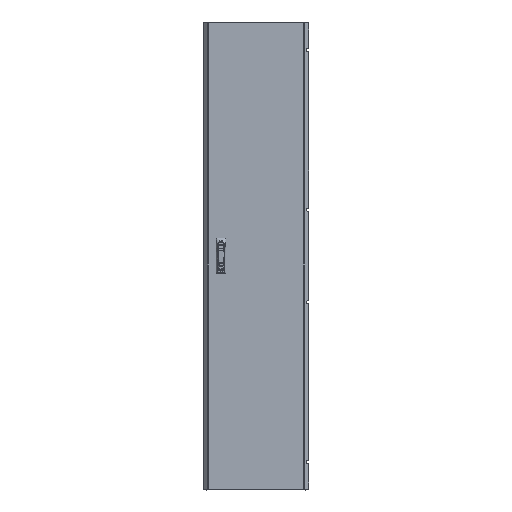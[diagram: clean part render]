
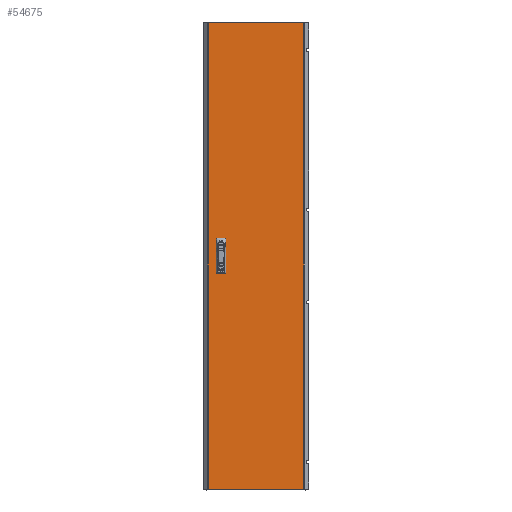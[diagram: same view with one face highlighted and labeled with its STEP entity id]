
A CAD part, top view. The second image highlights one B-rep face of the part: STEP entity #54675.
In plain terms, the highlighted planar face has unit normal (0, 0, 1).
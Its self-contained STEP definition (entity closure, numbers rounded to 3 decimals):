
#1921 = VECTOR ( 'NONE', #66471, 1000. ) ;
#2166 = AXIS2_PLACEMENT_3D ( 'NONE', #93737, #23278, #118919 ) ;
#3702 = CARTESIAN_POINT ( 'NONE',  ( -142.5, 12.5, 0. ) ) ;
#4994 = CARTESIAN_POINT ( 'NONE',  ( -142.5, -12.5, 0. ) ) ;
#9405 = CARTESIAN_POINT ( 'NONE',  ( -117.5, 12.5, 0. ) ) ;
#9936 = FACE_OUTER_BOUND ( 'NONE', #125265, .T. ) ;
#11042 = EDGE_CURVE ( 'NONE', #71368, #42354, #78382, .T. ) ;
#12826 = CARTESIAN_POINT ( 'NONE',  ( -117.5, -62.5, 0. ) ) ;
#13195 = EDGE_LOOP ( 'NONE', ( #68905, #47504, #135438, #131878 ) ) ;
#14197 = DIRECTION ( 'NONE',  ( 0., 1., 0. ) ) ;
#14278 = CARTESIAN_POINT ( 'NONE',  ( -142.5, 62.5, 0. ) ) ;
#14478 = LINE ( 'NONE', #91170, #95980 ) ;
#15963 = VERTEX_POINT ( 'NONE', #65499 ) ;
#22523 = VECTOR ( 'NONE', #111626, 1000. ) ;
#22897 = ORIENTED_EDGE ( 'NONE', *, *, #49058, .T. ) ;
#23004 = CARTESIAN_POINT ( 'NONE',  ( 177.875, -869.5, 0. ) ) ;
#23278 = DIRECTION ( 'NONE',  ( 0., 0., -1. ) ) ;
#27413 = LINE ( 'NONE', #47134, #75572 ) ;
#28263 = DIRECTION ( 'NONE',  ( 0., -1., 0. ) ) ;
#28625 = VERTEX_POINT ( 'NONE', #65414 ) ;
#29017 = EDGE_CURVE ( 'NONE', #28625, #52829, #56061, .T. ) ;
#30940 = CARTESIAN_POINT ( 'NONE',  ( -142.5, -12.5, 0. ) ) ;
#31061 = FACE_BOUND ( 'NONE', #56165, .T. ) ;
#32086 = CARTESIAN_POINT ( 'NONE',  ( -117.5, -62.5, 0. ) ) ;
#32823 = ORIENTED_EDGE ( 'NONE', *, *, #84487, .F. ) ;
#33350 = CARTESIAN_POINT ( 'NONE',  ( -177.875, -869.5, 0. ) ) ;
#33377 = CARTESIAN_POINT ( 'NONE',  ( -177.875, -869.5, 0. ) ) ;
#36292 = DIRECTION ( 'NONE',  ( -1., 0., 0. ) ) ;
#37268 = DIRECTION ( 'NONE',  ( 1., 0., 0. ) ) ;
#40446 = VECTOR ( 'NONE', #14197, 1000. ) ;
#40965 = CARTESIAN_POINT ( 'NONE',  ( -142.5, 12.5, 0. ) ) ;
#41739 = VERTEX_POINT ( 'NONE', #3702 ) ;
#42354 = VERTEX_POINT ( 'NONE', #33350 ) ;
#44514 = EDGE_CURVE ( 'NONE', #103156, #53903, #71167, .T. ) ;
#44528 = LINE ( 'NONE', #12826, #40446 ) ;
#47134 = CARTESIAN_POINT ( 'NONE',  ( -142.5, -62.5, 0. ) ) ;
#47504 = ORIENTED_EDGE ( 'NONE', *, *, #72028, .F. ) ;
#49058 = EDGE_CURVE ( 'NONE', #52829, #71368, #14478, .T. ) ;
#52736 = CARTESIAN_POINT ( 'NONE',  ( 177.875, 869.5, 0. ) ) ;
#52760 = CARTESIAN_POINT ( 'NONE',  ( -177.875, -869.5, 0. ) ) ;
#52829 = VERTEX_POINT ( 'NONE', #52736 ) ;
#52876 = PLANE ( 'NONE',  #2166 ) ;
#53903 = VERTEX_POINT ( 'NONE', #30940 ) ;
#54142 = VERTEX_POINT ( 'NONE', #32086 ) ;
#54675 = ADVANCED_FACE ( 'NONE', ( #31061, #63454, #9936 ), #52876, .F. ) ;
#55185 = VECTOR ( 'NONE', #74579, 1000. ) ;
#56061 = LINE ( 'NONE', #23004, #68668 ) ;
#56074 = LINE ( 'NONE', #68026, #95107 ) ;
#56165 = EDGE_LOOP ( 'NONE', ( #103216, #77263, #126038, #32823 ) ) ;
#60788 = CARTESIAN_POINT ( 'NONE',  ( -177.875, 869.5, 0. ) ) ;
#63454 = FACE_BOUND ( 'NONE', #13195, .T. ) ;
#65414 = CARTESIAN_POINT ( 'NONE',  ( 177.875, -869.5, 0. ) ) ;
#65499 = CARTESIAN_POINT ( 'NONE',  ( -142.5, -62.5, 0. ) ) ;
#65838 = VECTOR ( 'NONE', #28263, 1000. ) ;
#66471 = DIRECTION ( 'NONE',  ( 0., -1., 0. ) ) ;
#66660 = DIRECTION ( 'NONE',  ( 0., 1., 0. ) ) ;
#67800 = EDGE_CURVE ( 'NONE', #42354, #28625, #116736, .T. ) ;
#68026 = CARTESIAN_POINT ( 'NONE',  ( -117.5, 12.5, 0. ) ) ;
#68668 = VECTOR ( 'NONE', #118648, 1000. ) ;
#68820 = ORIENTED_EDGE ( 'NONE', *, *, #11042, .T. ) ;
#68888 = CARTESIAN_POINT ( 'NONE',  ( -117.5, -12.5, 0. ) ) ;
#68905 = ORIENTED_EDGE ( 'NONE', *, *, #44514, .F. ) ;
#71167 = LINE ( 'NONE', #4994, #124340 ) ;
#71226 = CARTESIAN_POINT ( 'NONE',  ( -142.5, -62.5, 0. ) ) ;
#71368 = VERTEX_POINT ( 'NONE', #60788 ) ;
#72028 = EDGE_CURVE ( 'NONE', #54142, #103156, #44528, .T. ) ;
#72961 = ORIENTED_EDGE ( 'NONE', *, *, #67800, .T. ) ;
#74579 = DIRECTION ( 'NONE',  ( 1., 0., 0. ) ) ;
#75572 = VECTOR ( 'NONE', #37268, 1000. ) ;
#77225 = EDGE_CURVE ( 'NONE', #90330, #87193, #124853, .T. ) ;
#77263 = ORIENTED_EDGE ( 'NONE', *, *, #88572, .F. ) ;
#78382 = LINE ( 'NONE', #33377, #1921 ) ;
#79295 = ORIENTED_EDGE ( 'NONE', *, *, #29017, .T. ) ;
#83245 = EDGE_CURVE ( 'NONE', #15963, #54142, #27413, .T. ) ;
#84487 = EDGE_CURVE ( 'NONE', #87193, #41739, #97199, .T. ) ;
#87193 = VERTEX_POINT ( 'NONE', #14278 ) ;
#88572 = EDGE_CURVE ( 'NONE', #93678, #90330, #56074, .T. ) ;
#89187 = CARTESIAN_POINT ( 'NONE',  ( -142.5, 12.5, 0. ) ) ;
#89357 = CARTESIAN_POINT ( 'NONE',  ( -117.5, 62.5, 0. ) ) ;
#90330 = VERTEX_POINT ( 'NONE', #89357 ) ;
#91170 = CARTESIAN_POINT ( 'NONE',  ( -177.875, 869.5, 0. ) ) ;
#93678 = VERTEX_POINT ( 'NONE', #9405 ) ;
#93737 = CARTESIAN_POINT ( 'NONE',  ( 0., 0., 0. ) ) ;
#94432 = DIRECTION ( 'NONE',  ( 0., -1., 0. ) ) ;
#95107 = VECTOR ( 'NONE', #66660, 1000. ) ;
#95980 = VECTOR ( 'NONE', #36292, 1000. ) ;
#97199 = LINE ( 'NONE', #40965, #118073 ) ;
#100683 = EDGE_CURVE ( 'NONE', #41739, #93678, #131333, .T. ) ;
#103156 = VERTEX_POINT ( 'NONE', #68888 ) ;
#103216 = ORIENTED_EDGE ( 'NONE', *, *, #77225, .F. ) ;
#111626 = DIRECTION ( 'NONE',  ( 1., 0., 0. ) ) ;
#114320 = CARTESIAN_POINT ( 'NONE',  ( -142.5, 62.5, 0. ) ) ;
#115017 = DIRECTION ( 'NONE',  ( -1., 0., 0. ) ) ;
#116736 = LINE ( 'NONE', #52760, #55185 ) ;
#116987 = EDGE_CURVE ( 'NONE', #53903, #15963, #125295, .T. ) ;
#118073 = VECTOR ( 'NONE', #94432, 1000. ) ;
#118648 = DIRECTION ( 'NONE',  ( 0., 1., 0. ) ) ;
#118919 = DIRECTION ( 'NONE',  ( -1., 0., 0. ) ) ;
#119495 = VECTOR ( 'NONE', #115017, 1000. ) ;
#124340 = VECTOR ( 'NONE', #135098, 1000. ) ;
#124853 = LINE ( 'NONE', #114320, #119495 ) ;
#125265 = EDGE_LOOP ( 'NONE', ( #79295, #22897, #68820, #72961 ) ) ;
#125295 = LINE ( 'NONE', #71226, #65838 ) ;
#126038 = ORIENTED_EDGE ( 'NONE', *, *, #100683, .F. ) ;
#131333 = LINE ( 'NONE', #89187, #22523 ) ;
#131878 = ORIENTED_EDGE ( 'NONE', *, *, #116987, .F. ) ;
#135098 = DIRECTION ( 'NONE',  ( -1., 0., 0. ) ) ;
#135438 = ORIENTED_EDGE ( 'NONE', *, *, #83245, .F. ) ;
